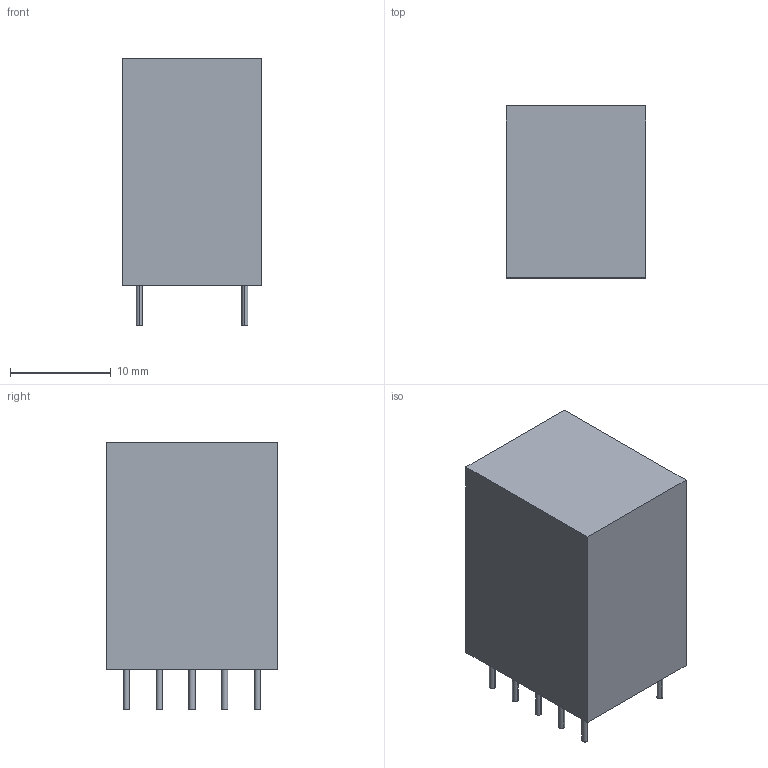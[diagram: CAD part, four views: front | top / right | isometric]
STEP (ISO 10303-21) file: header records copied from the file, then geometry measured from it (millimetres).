
FILE_DESCRIPTION(/* description */ ('Unknown'),/* implementation_level */ '2;1');
FILE_NAME(/* name */ 'T_Wurth_WE-OLSTM-EE16_7_5_7508110345',/* time_stamp */ '2025-10-20T15:33:15+08:00',/* author */ ('Unknown'),/* organization */ ('Unknown'),/* preprocessor_version */ 'ST-DEVELOPER v19.4',/* originating_system */ 'Solid Edge',/* authorisation */ 'Unknown');
FILE_SCHEMA (('AUTOMOTIVE_DESIGN {1 0 10303 214 3 1 1}'));
Length unit declared in the file: millimetre
Products named in the file (2): T_Wurth_WE-OLSTM-EE16_7_5_7508110345
Assembly tree (1 placements, depth 2):
  T_Wurth_WE-OLSTM-EE16_7_5_7508110345
    T_Wurth_WE-OLSTM-EE16_7_5_7508110345
Bounding box: 13.84 x 17.04 x 26.54 mm (x, y, z)
Volume: 5329.3 mm3; surface area: 1939.6 mm2
Topology: 1 solids, 1 shells, 36 faces, 72 edges, 48 vertices
Faces by surface type: cylinder 20, plane 16
Entity records: 1005 total; most frequent: DIRECTION 188, CARTESIAN_POINT 158, ORIENTED_EDGE 144, AXIS2_PLACEMENT_3D 78, EDGE_CURVE 72, VERTEX_POINT 48, EDGE_LOOP 46, FACE_BOUND 46
